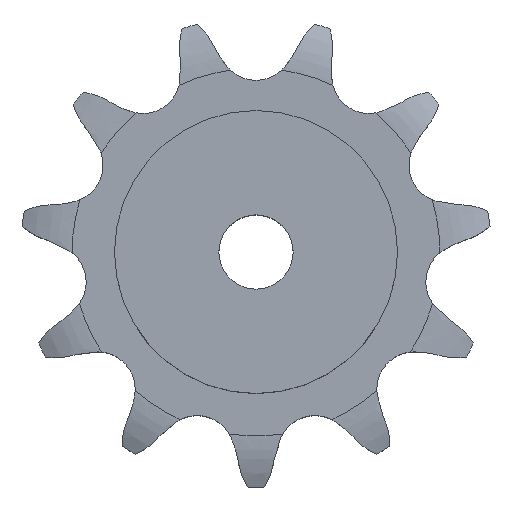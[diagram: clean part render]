
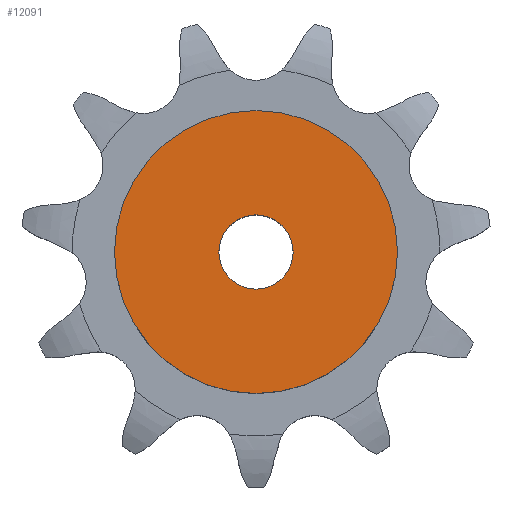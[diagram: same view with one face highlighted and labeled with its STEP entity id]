
A CAD part, top view. The second image highlights one B-rep face of the part: STEP entity #12091.
In plain terms, the highlighted planar face has unit normal (0, 0, 1).
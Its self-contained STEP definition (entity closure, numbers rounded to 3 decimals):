
#2019 = CYLINDRICAL_SURFACE('',#2020,30.5);
#2020 = AXIS2_PLACEMENT_3D('',#2021,#2022,#2023);
#2021 = CARTESIAN_POINT('',(0.,0.,0.));
#2022 = DIRECTION('',(-0.,-0.,-1.));
#2023 = DIRECTION('',(1.,0.,0.));
#7870 = VERTEX_POINT('',#7871);
#7871 = CARTESIAN_POINT('',(30.5,0.,40.));
#7892 = EDGE_CURVE('',#7870,#7870,#7893,.T.);
#7893 = SURFACE_CURVE('',#7894,(#7899,#7906),.PCURVE_S1.);
#7894 = CIRCLE('',#7895,30.5);
#7895 = AXIS2_PLACEMENT_3D('',#7896,#7897,#7898);
#7896 = CARTESIAN_POINT('',(0.,0.,40.));
#7897 = DIRECTION('',(0.,0.,1.));
#7898 = DIRECTION('',(1.,0.,0.));
#7899 = PCURVE('',#2019,#7900);
#7900 = DEFINITIONAL_REPRESENTATION('',(#7901),#7905);
#7901 = LINE('',#7902,#7903);
#7902 = CARTESIAN_POINT('',(-0.,-40.));
#7903 = VECTOR('',#7904,1.);
#7904 = DIRECTION('',(-1.,0.));
#7905 = ( GEOMETRIC_REPRESENTATION_CONTEXT(2) 
PARAMETRIC_REPRESENTATION_CONTEXT() REPRESENTATION_CONTEXT('2D SPACE',''
  ) );
#7906 = PCURVE('',#7907,#7912);
#7907 = PLANE('',#7908);
#7908 = AXIS2_PLACEMENT_3D('',#7909,#7910,#7911);
#7909 = CARTESIAN_POINT('',(0.,0.,40.)
  );
#7910 = DIRECTION('',(0.,0.,1.));
#7911 = DIRECTION('',(1.,0.,0.));
#7912 = DEFINITIONAL_REPRESENTATION('',(#7913),#7917);
#7913 = CIRCLE('',#7914,30.5);
#7914 = AXIS2_PLACEMENT_2D('',#7915,#7916);
#7915 = CARTESIAN_POINT('',(0.,0.));
#7916 = DIRECTION('',(1.,0.));
#7917 = ( GEOMETRIC_REPRESENTATION_CONTEXT(2) 
PARAMETRIC_REPRESENTATION_CONTEXT() REPRESENTATION_CONTEXT('2D SPACE',''
  ) );
#10390 = CYLINDRICAL_SURFACE('',#10391,8.);
#10391 = AXIS2_PLACEMENT_3D('',#10392,#10393,#10394);
#10392 = CARTESIAN_POINT('',(0.,0.,172.121));
#10393 = DIRECTION('',(0.,0.,1.));
#10394 = DIRECTION('',(1.,0.,0.));
#12091 = ADVANCED_FACE('',(#12092,#12095),#7907,.T.);
#12092 = FACE_BOUND('',#12093,.T.);
#12093 = EDGE_LOOP('',(#12094));
#12094 = ORIENTED_EDGE('',*,*,#7892,.T.);
#12095 = FACE_BOUND('',#12096,.T.);
#12096 = EDGE_LOOP('',(#12097));
#12097 = ORIENTED_EDGE('',*,*,#12098,.F.);
#12098 = EDGE_CURVE('',#12099,#12099,#12101,.T.);
#12099 = VERTEX_POINT('',#12100);
#12100 = CARTESIAN_POINT('',(8.,0.,40.));
#12101 = SURFACE_CURVE('',#12102,(#12107,#12114),.PCURVE_S1.);
#12102 = CIRCLE('',#12103,8.);
#12103 = AXIS2_PLACEMENT_3D('',#12104,#12105,#12106);
#12104 = CARTESIAN_POINT('',(0.,0.,40.));
#12105 = DIRECTION('',(0.,0.,1.));
#12106 = DIRECTION('',(1.,0.,0.));
#12107 = PCURVE('',#7907,#12108);
#12108 = DEFINITIONAL_REPRESENTATION('',(#12109),#12113);
#12109 = CIRCLE('',#12110,8.);
#12110 = AXIS2_PLACEMENT_2D('',#12111,#12112);
#12111 = CARTESIAN_POINT('',(0.,0.));
#12112 = DIRECTION('',(1.,0.));
#12113 = ( GEOMETRIC_REPRESENTATION_CONTEXT(2) 
PARAMETRIC_REPRESENTATION_CONTEXT() REPRESENTATION_CONTEXT('2D SPACE',''
  ) );
#12114 = PCURVE('',#10390,#12115);
#12115 = DEFINITIONAL_REPRESENTATION('',(#12116),#12120);
#12116 = LINE('',#12117,#12118);
#12117 = CARTESIAN_POINT('',(0.,-132.121));
#12118 = VECTOR('',#12119,1.);
#12119 = DIRECTION('',(1.,0.));
#12120 = ( GEOMETRIC_REPRESENTATION_CONTEXT(2) 
PARAMETRIC_REPRESENTATION_CONTEXT() REPRESENTATION_CONTEXT('2D SPACE',''
  ) );
